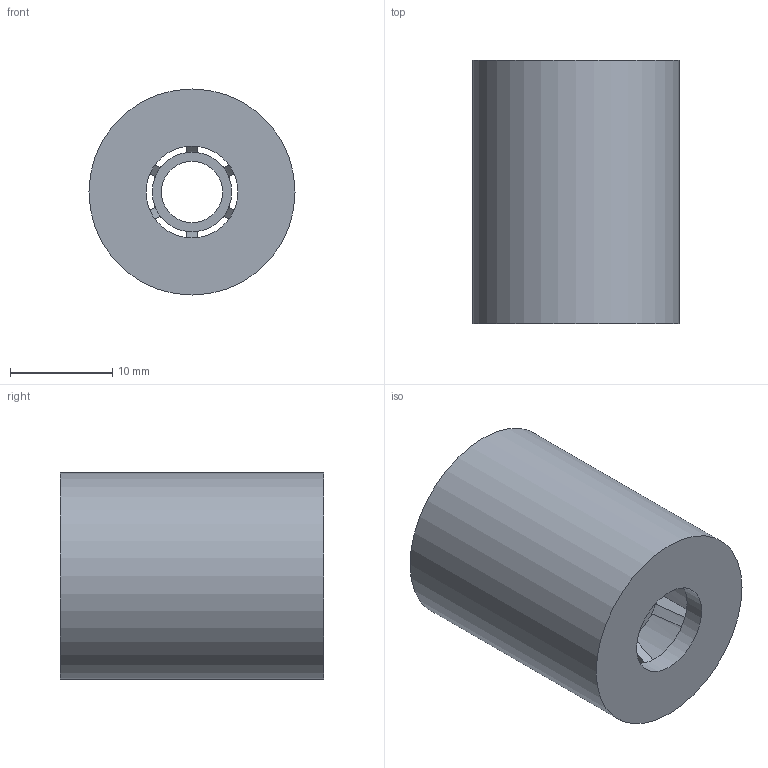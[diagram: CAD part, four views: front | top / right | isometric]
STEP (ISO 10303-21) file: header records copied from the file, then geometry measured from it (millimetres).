
FILE_DESCRIPTION(/* description */ ('STEP AP214'),/* implementation_level */ '2;1');
FILE_NAME(/* name */ '534501_MS4-LFP-C',/* time_stamp */ '2024-09-09T17:18:48+02:00',/* author */ ('License CC BY-ND 4.0'),/* organization */ ('CADENAS'),/* preprocessor_version */ 'ST-DEVELOPER v19.3',/* originating_system */ 'PARTsolutions',/* authorisation */ ' ');
FILE_SCHEMA (('AUTOMOTIVE_DESIGN {1 0 10303 214 3 1 1}'));
Length unit declared in the file: millimetre
Products named in the file (1): 534501 MS4-LFP-C
Bounding box: 20.2 x 25.8 x 20.2 mm (x, y, z)
Volume: 4017.2 mm3; surface area: 4916.3 mm2
Topology: 1 solids, 1 shells, 113 faces, 354 edges, 228 vertices
Faces by surface type: torus 37, plane 35, cylinder 29, cone 12
Full cylindrical faces by diameter (mm): 6 x1, 9 x1, 16.2 x2, 20.2 x1
Entity records: 4909 total; most frequent: CARTESIAN_POINT 1090, ORIENTED_EDGE 690, DIRECTION 570, EDGE_CURVE 345, AXIS2_PLACEMENT_3D 231, VERTEX_POINT 225, EDGE_LOOP 130, FACE_BOUND 130
